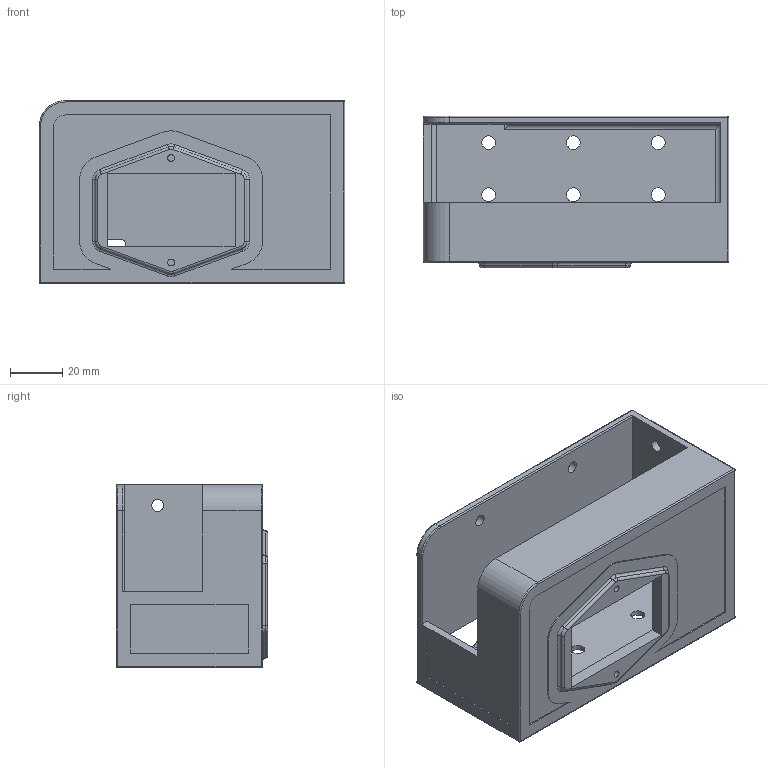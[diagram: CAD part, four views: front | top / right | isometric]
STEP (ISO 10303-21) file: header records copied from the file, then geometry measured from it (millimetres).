
FILE_DESCRIPTION(/* description */ (''),/* implementation_level */ '2;1');
FILE_NAME(/* name */ 'Power_Supply_Holder.step',/* time_stamp */ '2022-02-25T18:47:26+01:00',/* author */ (''),/* organization */ (''),/* preprocessor_version */ 'ST-DEVELOPER v18.1',/* originating_system */ 'Autodesk Translation Framework v10.13.0.1454',/* authorisation */ '');
FILE_SCHEMA (('AUTOMOTIVE_DESIGN { 1 0 10303 214 3 1 1 }'));
Length unit declared in the file: millimetre
Products named in the file (1): Power_Supply_Holder
Bounding box: 117 x 58 x 70 mm (x, y, z)
Volume: 70840.8 mm3; surface area: 58823.1 mm2
Topology: 1 solids, 1 shells, 132 faces, 338 edges, 212 vertices
Faces by surface type: cylinder 57, plane 54, torus 15, sphere 6
Full cylindrical faces by diameter (mm): 2.6 x2, 4.5 x3, 5.3 x6
Entity records: 4159 total; most frequent: DIRECTION 735, CARTESIAN_POINT 683, ORIENTED_EDGE 676, EDGE_CURVE 338, AXIS2_PLACEMENT_3D 264, VERTEX_POINT 212, LINE 207, VECTOR 207
